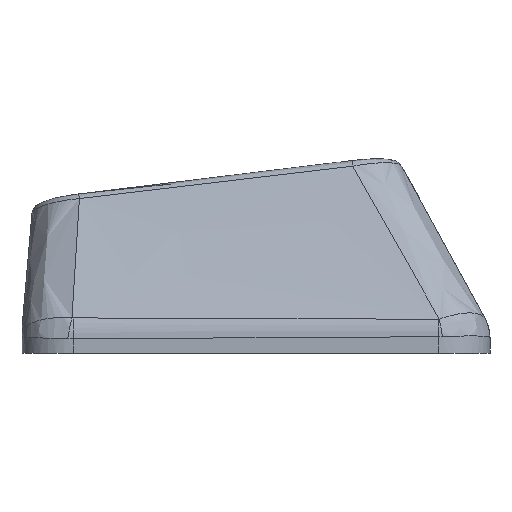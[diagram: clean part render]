
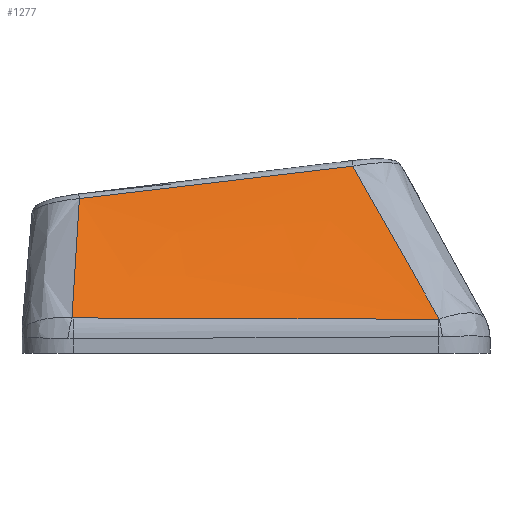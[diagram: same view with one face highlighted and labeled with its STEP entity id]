
A CAD part, left-side view. The second image highlights one B-rep face of the part: STEP entity #1277.
In plain terms, the highlighted free-form (B-spline) face has degree [3, 3] with [4, 4] control points.
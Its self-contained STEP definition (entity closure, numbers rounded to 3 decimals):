
#29=B_SPLINE_SURFACE_WITH_KNOTS('',3,3,((#2551,#2552,#2553,#2554),(#2555,
#2556,#2557,#2558),(#2559,#2560,#2561,#2562),(#2563,#2564,#2565,#2566)),
 .UNSPECIFIED.,.F.,.F.,.F.,(4,4),(4,4),(0.099,0.893),
(0.039,0.951),.UNSPECIFIED.);
#156=FACE_OUTER_BOUND('',#233,.T.);
#233=EDGE_LOOP('',(#995,#996,#997,#998,#999,#1000));
#432=B_SPLINE_CURVE_WITH_KNOTS('',3,(#2229,#2230,#2231,#2232),
 .UNSPECIFIED.,.F.,.F.,(4,4),(0.,0.004),
 .UNSPECIFIED.);
#434=B_SPLINE_CURVE_WITH_KNOTS('',3,(#2256,#2257,#2258,#2259),
 .UNSPECIFIED.,.F.,.F.,(4,4),(0.,1.416),.UNSPECIFIED.);
#436=B_SPLINE_CURVE_WITH_KNOTS('',3,(#2283,#2284,#2285,#2286),
 .UNSPECIFIED.,.F.,.F.,(4,4),(0.,0.006),
 .UNSPECIFIED.);
#451=B_SPLINE_CURVE_WITH_KNOTS('',3,(#2568,#2569,#2570,#2571),
 .UNSPECIFIED.,.F.,.F.,(4,4),(0.031,0.777),
 .UNSPECIFIED.);
#452=B_SPLINE_CURVE_WITH_KNOTS('',3,(#2573,#2574,#2575,#2576),
 .UNSPECIFIED.,.F.,.F.,(4,4),(-1.068,0.),.UNSPECIFIED.);
#453=B_SPLINE_CURVE_WITH_KNOTS('',3,(#2577,#2578,#2579,#2580),
 .UNSPECIFIED.,.F.,.F.,(4,4),(-0.578,-0.026),
 .UNSPECIFIED.);
#567=VERTEX_POINT('',#2191);
#569=VERTEX_POINT('',#2222);
#571=VERTEX_POINT('',#2249);
#573=VERTEX_POINT('',#2276);
#589=VERTEX_POINT('',#2567);
#590=VERTEX_POINT('',#2572);
#720=EDGE_CURVE('',#567,#569,#432,.T.);
#723=EDGE_CURVE('',#569,#571,#434,.T.);
#726=EDGE_CURVE('',#571,#573,#436,.T.);
#750=EDGE_CURVE('',#589,#567,#451,.T.);
#751=EDGE_CURVE('',#590,#589,#452,.T.);
#752=EDGE_CURVE('',#573,#590,#453,.T.);
#995=ORIENTED_EDGE('',*,*,#726,.F.);
#996=ORIENTED_EDGE('',*,*,#723,.F.);
#997=ORIENTED_EDGE('',*,*,#720,.F.);
#998=ORIENTED_EDGE('',*,*,#750,.F.);
#999=ORIENTED_EDGE('',*,*,#751,.F.);
#1000=ORIENTED_EDGE('',*,*,#752,.F.);
#1277=ADVANCED_FACE('',(#156),#29,.T.);
#2191=CARTESIAN_POINT('',(-13.679,-7.115,0.322));
#2222=CARTESIAN_POINT('',(-13.681,-7.077,0.319));
#2229=CARTESIAN_POINT('Ctrl Pts',(-13.679,-7.115,0.322));
#2230=CARTESIAN_POINT('Ctrl Pts',(-13.68,-7.103,0.32));
#2231=CARTESIAN_POINT('Ctrl Pts',(-13.681,-7.09,0.319));
#2232=CARTESIAN_POINT('Ctrl Pts',(-13.681,-7.077,0.319));
#2249=CARTESIAN_POINT('',(-13.605,7.086,0.37));
#2256=CARTESIAN_POINT('Ctrl Pts',(-13.681,-7.077,0.319));
#2257=CARTESIAN_POINT('Ctrl Pts',(-13.662,-2.356,0.335));
#2258=CARTESIAN_POINT('Ctrl Pts',(-13.638,2.365,0.352));
#2259=CARTESIAN_POINT('Ctrl Pts',(-13.605,7.086,0.37));
#2276=CARTESIAN_POINT('',(-13.602,7.142,0.375));
#2283=CARTESIAN_POINT('Ctrl Pts',(-13.605,7.086,0.37));
#2284=CARTESIAN_POINT('Ctrl Pts',(-13.605,7.105,0.37));
#2285=CARTESIAN_POINT('Ctrl Pts',(-13.604,7.124,0.372));
#2286=CARTESIAN_POINT('Ctrl Pts',(-13.602,7.142,0.375));
#2551=CARTESIAN_POINT('Ctrl Pts',(-10.638,-4.133,6.302));
#2552=CARTESIAN_POINT('Ctrl Pts',(-11.652,-5.128,4.308));
#2553=CARTESIAN_POINT('Ctrl Pts',(-12.667,-6.122,2.314));
#2554=CARTESIAN_POINT('Ctrl Pts',(-13.681,-7.117,0.319));
#2555=CARTESIAN_POINT('Ctrl Pts',(-10.638,-0.374,
5.863));
#2556=CARTESIAN_POINT('Ctrl Pts',(-11.652,-1.037,4.008));
#2557=CARTESIAN_POINT('Ctrl Pts',(-12.667,-1.701,2.153));
#2558=CARTESIAN_POINT('Ctrl Pts',(-13.681,-2.364,0.297));
#2559=CARTESIAN_POINT('Ctrl Pts',(-10.638,3.385,5.425));
#2560=CARTESIAN_POINT('Ctrl Pts',(-11.652,3.053,3.708));
#2561=CARTESIAN_POINT('Ctrl Pts',(-12.667,2.721,1.992));
#2562=CARTESIAN_POINT('Ctrl Pts',(-13.681,2.389,0.275));
#2563=CARTESIAN_POINT('Ctrl Pts',(-10.638,7.144,4.986));
#2564=CARTESIAN_POINT('Ctrl Pts',(-11.652,7.143,3.408));
#2565=CARTESIAN_POINT('Ctrl Pts',(-12.667,7.143,1.831));
#2566=CARTESIAN_POINT('Ctrl Pts',(-13.681,7.142,0.253));
#2567=CARTESIAN_POINT('',(-10.638,-3.754,6.258));
#2568=CARTESIAN_POINT('Ctrl Pts',(-10.638,-3.754,6.258));
#2569=CARTESIAN_POINT('Ctrl Pts',(-11.659,-4.88,4.284));
#2570=CARTESIAN_POINT('Ctrl Pts',(-12.671,-6.,2.305));
#2571=CARTESIAN_POINT('Ctrl Pts',(-13.679,-7.115,0.322));
#2572=CARTESIAN_POINT('',(-10.65,6.854,5.002));
#2573=CARTESIAN_POINT('Ctrl Pts',(-10.65,6.854,5.002));
#2574=CARTESIAN_POINT('Ctrl Pts',(-10.647,3.318,5.418));
#2575=CARTESIAN_POINT('Ctrl Pts',(-10.643,-0.218,5.837));
#2576=CARTESIAN_POINT('Ctrl Pts',(-10.638,-3.754,6.258));
#2577=CARTESIAN_POINT('Ctrl Pts',(-13.602,7.142,0.375));
#2578=CARTESIAN_POINT('Ctrl Pts',(-12.613,7.039,1.915));
#2579=CARTESIAN_POINT('Ctrl Pts',(-11.628,6.941,3.457));
#2580=CARTESIAN_POINT('Ctrl Pts',(-10.65,6.854,5.002));
